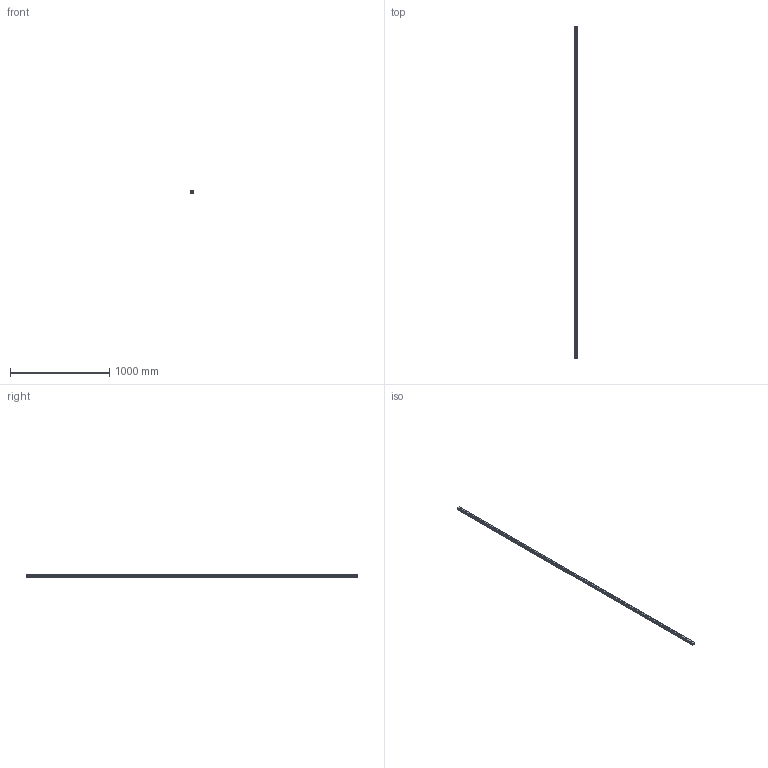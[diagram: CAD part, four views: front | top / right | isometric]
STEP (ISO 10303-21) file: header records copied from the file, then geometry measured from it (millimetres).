
FILE_DESCRIPTION(('STEP AP214'),'1');
FILE_NAME('cctmp_2A08BD58-8408-4DEF-BC2E-BC2B55FF2223_2020_6_24_13_39_19_392..stp','2020-06-24T11:39:19',('HIWIN GmbH'),('CADClick - www.CADClick.com'),'Spatial InterOp 3D',' ','unknown authorization');
FILE_SCHEMA(('AUTOMOTIVE_DESIGN'));
Length unit declared in the file: millimetre
Products named in the file (1): HGR30R3340H_FILE
Bounding box: 28 x 3340 x 26 mm (x, y, z)
Volume: 1942647.1 mm3; surface area: 413961.2 mm2
Topology: 1 solids, 1 shells, 493 faces, 1083 edges, 722 vertices
Faces by surface type: cylinder 274, plane 219
Entity records: 17753 total; most frequent: DIRECTION 2619, CARTESIAN_POINT 2299, ORIENTED_EDGE 2166, EDGE_CURVE 1083, AXIS2_PLACEMENT_3D 1042, VERTEX_POINT 722, EDGE_LOOP 623, CIRCLE 548
